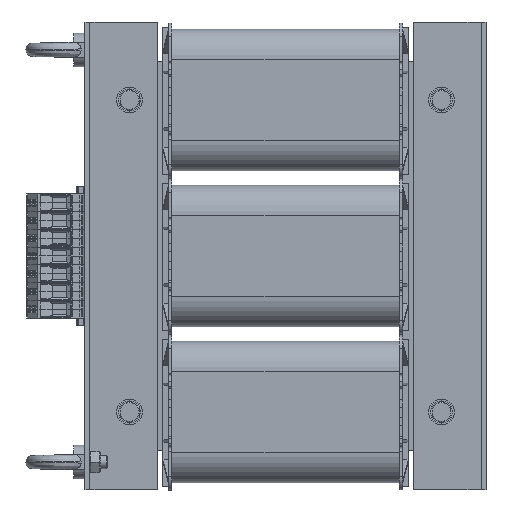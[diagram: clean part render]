
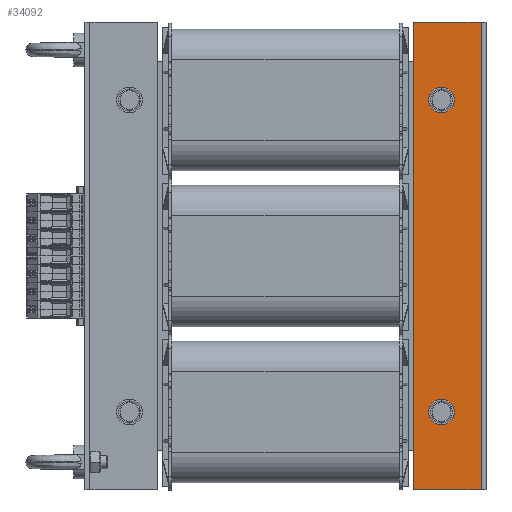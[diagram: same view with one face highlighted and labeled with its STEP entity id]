
A CAD part, front view. The second image highlights one B-rep face of the part: STEP entity #34092.
In plain terms, the highlighted face is planar.
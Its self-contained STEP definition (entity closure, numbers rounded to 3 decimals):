
#2399=FACE_BOUND('',#6406,.T.);
#2400=FACE_BOUND('',#6407,.T.);
#2552=CIRCLE('',#36459,7.5);
#2553=CIRCLE('',#36461,7.5);
#4477=FACE_OUTER_BOUND('',#6405,.T.);
#6405=EDGE_LOOP('',(#24470,#24471,#24472,#24473));
#6406=EDGE_LOOP('',(#24474));
#6407=EDGE_LOOP('',(#24475));
#8752=LINE('',#50638,#12139);
#8755=LINE('',#50644,#12142);
#8760=LINE('',#50663,#12147);
#8762=LINE('',#50666,#12149);
#12139=VECTOR('',#40734,10.);
#12142=VECTOR('',#40739,10.);
#12147=VECTOR('',#40760,10.);
#12149=VECTOR('',#40764,10.);
#15356=VERTEX_POINT('',#50623);
#15357=VERTEX_POINT('',#50627);
#15360=VERTEX_POINT('',#50642);
#15364=VERTEX_POINT('',#50654);
#15365=VERTEX_POINT('',#50658);
#15366=VERTEX_POINT('',#50662);
#18730=EDGE_CURVE('',#15356,#15357,#8752,.T.);
#18733=EDGE_CURVE('',#15360,#15357,#8755,.T.);
#18739=EDGE_CURVE('',#15364,#15364,#2552,.T.);
#18741=EDGE_CURVE('',#15365,#15365,#2553,.T.);
#18742=EDGE_CURVE('',#15366,#15360,#8760,.T.);
#18744=EDGE_CURVE('',#15356,#15366,#8762,.T.);
#24470=ORIENTED_EDGE('',*,*,#18730,.T.);
#24471=ORIENTED_EDGE('',*,*,#18733,.F.);
#24472=ORIENTED_EDGE('',*,*,#18742,.F.);
#24473=ORIENTED_EDGE('',*,*,#18744,.F.);
#24474=ORIENTED_EDGE('',*,*,#18739,.T.);
#24475=ORIENTED_EDGE('',*,*,#18741,.T.);
#32915=PLANE('',#36464);
#34092=ADVANCED_FACE('',(#4477,#2399,#2400),#32915,.T.);
#36459=AXIS2_PLACEMENT_3D('',#50656,#40751,#40752);
#36461=AXIS2_PLACEMENT_3D('',#50660,#40756,#40757);
#36464=AXIS2_PLACEMENT_3D('',#50667,#40765,#40766);
#40734=DIRECTION('',(0.,0.,1.));
#40739=DIRECTION('',(-1.,0.,0.));
#40751=DIRECTION('center_axis',(0.,-1.,0.));
#40752=DIRECTION('ref_axis',(1.,0.,0.));
#40756=DIRECTION('center_axis',(0.,-1.,0.));
#40757=DIRECTION('ref_axis',(1.,0.,0.));
#40760=DIRECTION('',(0.,0.,1.));
#40764=DIRECTION('',(1.,0.,0.));
#40765=DIRECTION('center_axis',(0.,1.,0.));
#40766=DIRECTION('ref_axis',(0.,0.,1.));
#50623=CARTESIAN_POINT('',(-60.5,4.,0.));
#50627=CARTESIAN_POINT('',(-60.5,4.,420.));
#50638=CARTESIAN_POINT('',(-60.5,4.,315.));
#50642=CARTESIAN_POINT('',(0.,4.,420.));
#50644=CARTESIAN_POINT('',(-65.,4.,420.));
#50654=CARTESIAN_POINT('',(-32.5,4.,350.));
#50656=CARTESIAN_POINT('Origin',(-25.,4.,350.));
#50658=CARTESIAN_POINT('',(-32.5,4.,70.));
#50660=CARTESIAN_POINT('Origin',(-25.,4.,70.));
#50662=CARTESIAN_POINT('',(0.,4.,0.));
#50663=CARTESIAN_POINT('',(0.,4.,420.));
#50666=CARTESIAN_POINT('',(0.,4.,0.));
#50667=CARTESIAN_POINT('Origin',(-32.5,4.,210.));
